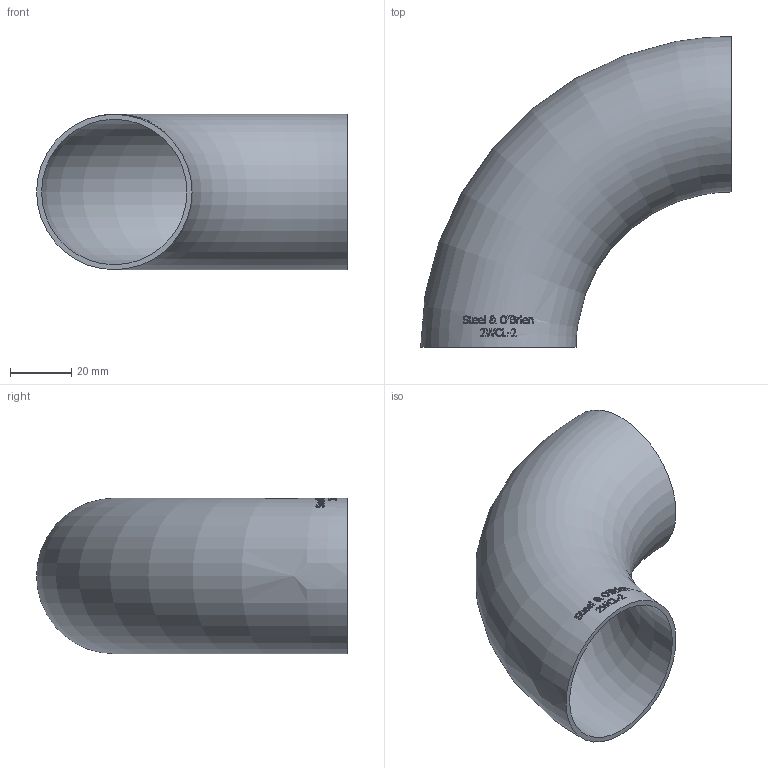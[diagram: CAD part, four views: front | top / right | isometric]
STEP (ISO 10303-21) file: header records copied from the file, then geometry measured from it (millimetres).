
FILE_DESCRIPTION(/* description */ (''),/* implementation_level */ '2;1');
FILE_NAME(/* name */ '2WCL-2.stp',/* time_stamp */ '2019-01-11T11:47:12-05:00',/* author */ ('rick'),/* organization */ (''),/* preprocessor_version */ 'ST-DEVELOPER v15.2',/* originating_system */ 'Autodesk Inventor 2014',/* authorisation */ '');
FILE_SCHEMA (('AUTOMOTIVE_DESIGN { 1 0 10303 214 3 1 1 }'));
Length unit declared in the file: inch
Products named in the file (1): 2WCL-2
Bounding box: 101.6 x 101.6 x 50.8 mm (x, y, z)
Volume: 30509.4 mm3; surface area: 37498.4 mm2
Topology: 1 solids, 1 shells, 308 faces, 834 edges, 556 vertices
Faces by surface type: bspline 157, plane 121, torus 30
Entity records: 12634 total; most frequent: CARTESIAN_POINT 6377, ORIENTED_EDGE 1664, EDGE_CURVE 832, DIRECTION 588, VERTEX_POINT 556, B_SPLINE_CURVE_WITH_KNOTS 552, EDGE_LOOP 340, ADVANCED_FACE 308
